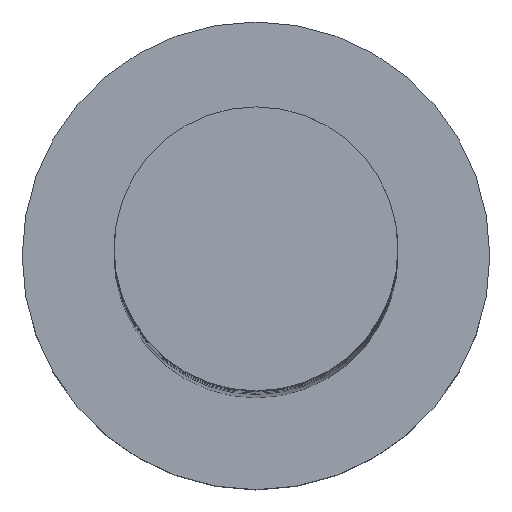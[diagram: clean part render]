
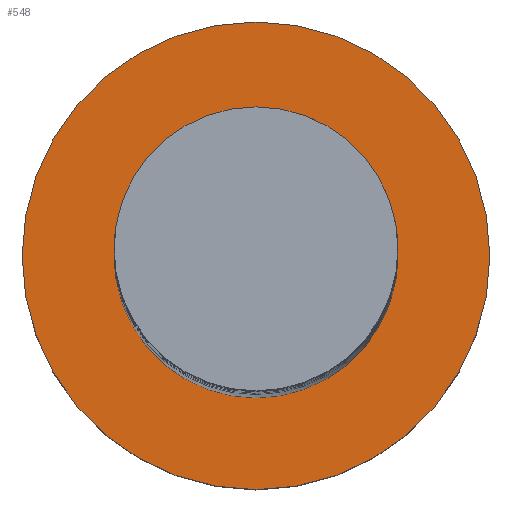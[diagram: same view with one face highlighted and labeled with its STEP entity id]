
A CAD part, top view. The second image highlights one B-rep face of the part: STEP entity #548.
In plain terms, the highlighted planar face has unit normal (0, 0, 1).
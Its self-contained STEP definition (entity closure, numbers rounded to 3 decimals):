
#2 = VERTEX_POINT ( 'NONE', #667 ) ;
#4 = EDGE_CURVE ( 'NONE', #937, #2, #1185, .T. ) ;
#75 = CIRCLE ( 'NONE', #98, 4.25 ) ;
#98 = AXIS2_PLACEMENT_3D ( 'NONE', #1136, #264, #754 ) ;
#110 = VERTEX_POINT ( 'NONE', #1213 ) ;
#125 = FACE_OUTER_BOUND ( 'NONE', #584, .T. ) ;
#141 = EDGE_CURVE ( 'NONE', #110, #1186, #75, .T. ) ;
#153 = DIRECTION ( 'NONE',  ( 1., 0., 0. ) ) ;
#169 = CARTESIAN_POINT ( 'NONE',  ( -7., 0., 5. ) ) ;
#180 = CIRCLE ( 'NONE', #1299, 4.25 ) ;
#182 = CIRCLE ( 'NONE', #1407, 7. ) ;
#260 = DIRECTION ( 'NONE',  ( 1., 0., 0. ) ) ;
#264 = DIRECTION ( 'NONE',  ( 0., 0., 1. ) ) ;
#281 = DIRECTION ( 'NONE',  ( 1., 0., 0. ) ) ;
#391 = DIRECTION ( 'NONE',  ( 0., 0., 1. ) ) ;
#405 = DIRECTION ( 'NONE',  ( 0., 0., 1. ) ) ;
#416 = DIRECTION ( 'NONE',  ( 0., 0., 1. ) ) ;
#424 = EDGE_CURVE ( 'NONE', #1186, #110, #180, .T. ) ;
#430 = EDGE_LOOP ( 'NONE', ( #1024, #985 ) ) ;
#438 = ORIENTED_EDGE ( 'NONE', *, *, #4, .T. ) ;
#548 = ADVANCED_FACE ( 'NONE', ( #835, #125 ), #751, .T. ) ;
#584 = EDGE_LOOP ( 'NONE', ( #438, #1320 ) ) ;
#667 = CARTESIAN_POINT ( 'NONE',  ( 7., 0., 5. ) ) ;
#751 = PLANE ( 'NONE',  #1192 ) ;
#754 = DIRECTION ( 'NONE',  ( 1., 0., 0. ) ) ;
#835 = FACE_BOUND ( 'NONE', #430, .T. ) ;
#937 = VERTEX_POINT ( 'NONE', #169 ) ;
#977 = DIRECTION ( 'NONE',  ( 0., 0., 1. ) ) ;
#984 = CARTESIAN_POINT ( 'NONE',  ( 0., 0., 5. ) ) ;
#985 = ORIENTED_EDGE ( 'NONE', *, *, #424, .F. ) ;
#1016 = CARTESIAN_POINT ( 'NONE',  ( 0., 0., 5. ) ) ;
#1024 = ORIENTED_EDGE ( 'NONE', *, *, #141, .F. ) ;
#1080 = AXIS2_PLACEMENT_3D ( 'NONE', #1522, #416, #153 ) ;
#1091 = CARTESIAN_POINT ( 'NONE',  ( 4.25, 0., 5. ) ) ;
#1130 = CARTESIAN_POINT ( 'NONE',  ( 0., 0., 5. ) ) ;
#1136 = CARTESIAN_POINT ( 'NONE',  ( 0., 0., 5. ) ) ;
#1185 = CIRCLE ( 'NONE', #1080, 7. ) ;
#1186 = VERTEX_POINT ( 'NONE', #1091 ) ;
#1192 = AXIS2_PLACEMENT_3D ( 'NONE', #984, #977, #260 ) ;
#1213 = CARTESIAN_POINT ( 'NONE',  ( -4.25, 0., 5. ) ) ;
#1263 = DIRECTION ( 'NONE',  ( 1., 0., 0. ) ) ;
#1299 = AXIS2_PLACEMENT_3D ( 'NONE', #1016, #405, #1263 ) ;
#1320 = ORIENTED_EDGE ( 'NONE', *, *, #1346, .T. ) ;
#1346 = EDGE_CURVE ( 'NONE', #2, #937, #182, .T. ) ;
#1407 = AXIS2_PLACEMENT_3D ( 'NONE', #1130, #391, #281 ) ;
#1522 = CARTESIAN_POINT ( 'NONE',  ( 0., 0., 5. ) ) ;
